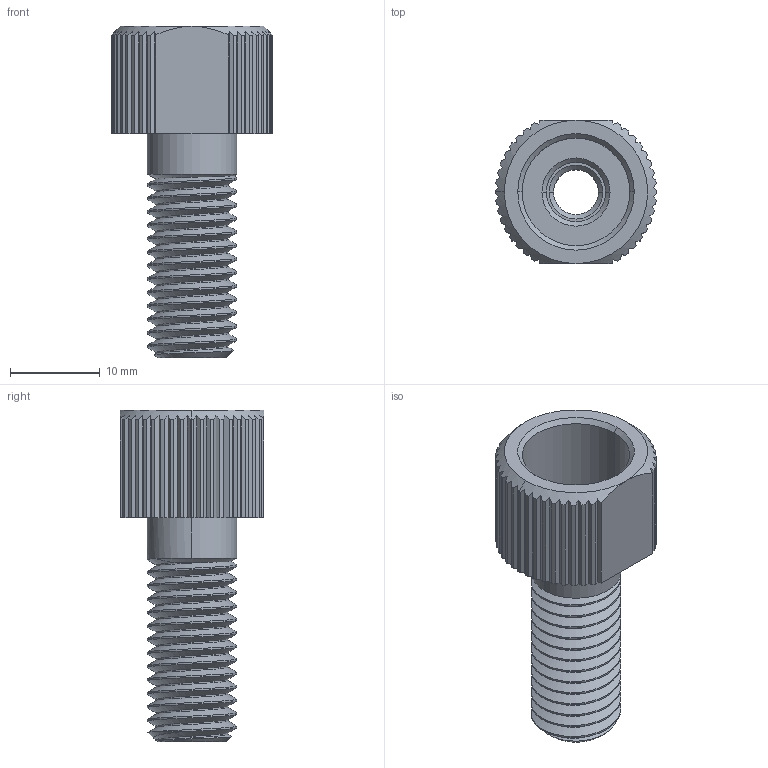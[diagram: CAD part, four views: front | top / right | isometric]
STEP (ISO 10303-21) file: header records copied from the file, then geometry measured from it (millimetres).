
FILE_DESCRIPTION (( 'STEP AP214' ), '1' );
FILE_NAME ('PENETRATOR-M-BOLT-6MM-10-25-R2.STEP', '2018-10-16T16:36:53', ( '' ), ( '' ), 'SwSTEP 2.0', 'SolidWorks 2016', '' );
FILE_SCHEMA (( 'AUTOMOTIVE_DESIGN' ));
Length unit declared in the file: millimetre
Products named in the file (1): PENETRATOR-M-BOLT-6MM-10-25-R2
Bounding box: 18 x 16 x 37 mm (x, y, z)
Volume: 2649.5 mm3; surface area: 3235.3 mm2
Topology: 1 solids, 1 shells, 204 faces, 575 edges, 379 vertices
Faces by surface type: cylinder 103, plane 82, cone 17, bspline 2
Entity records: 8239 total; most frequent: CARTESIAN_POINT 3307, ORIENTED_EDGE 1150, DIRECTION 908, EDGE_CURVE 575, VERTEX_POINT 379, AXIS2_PLACEMENT_3D 322, VECTOR 264, LINE 264
